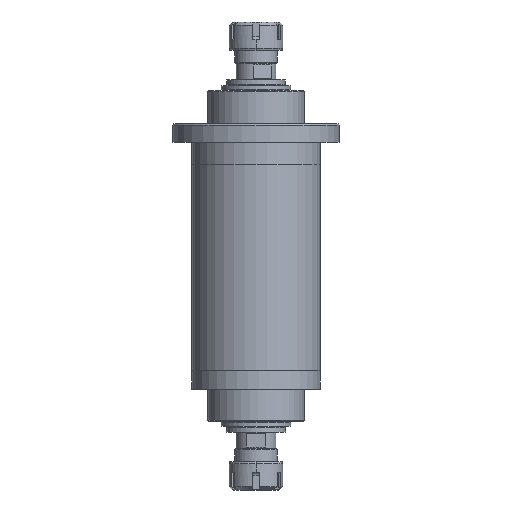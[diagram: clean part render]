
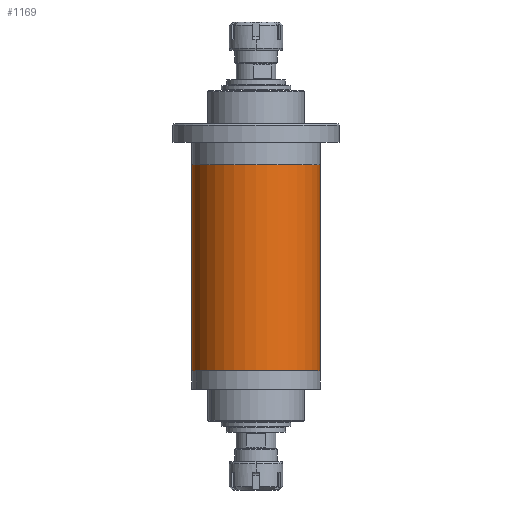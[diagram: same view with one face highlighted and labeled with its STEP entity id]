
A CAD part, front view. The second image highlights one B-rep face of the part: STEP entity #1169.
In plain terms, the highlighted cylindrical face has radius 60 mm (diameter 120 mm), a partial arc.
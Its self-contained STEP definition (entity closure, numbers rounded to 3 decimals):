
#159 = EDGE_CURVE ( 'NONE', #4507, #2653, #2680, .T. ) ;
#208 = ORIENTED_EDGE ( 'NONE', *, *, #159, .T. ) ;
#235 = DIRECTION ( 'NONE',  ( 0., 0., -1. ) ) ;
#257 = EDGE_LOOP ( 'NONE', ( #1145, #4548, #208, #3691 ) ) ;
#292 = CIRCLE ( 'NONE', #3313, 60. ) ;
#326 = LINE ( 'NONE', #643, #4235 ) ;
#580 = FACE_OUTER_BOUND ( 'NONE', #257, .T. ) ;
#600 = CARTESIAN_POINT ( 'NONE',  ( -60., 0., 0. ) ) ;
#643 = CARTESIAN_POINT ( 'NONE',  ( 60., 0., 192. ) ) ;
#705 = DIRECTION ( 'NONE',  ( 1., 0., 0. ) ) ;
#1046 = DIRECTION ( 'NONE',  ( 0., 0., 1. ) ) ;
#1145 = ORIENTED_EDGE ( 'NONE', *, *, #3786, .F. ) ;
#1169 = ADVANCED_FACE ( 'NONE', ( #580 ), #2101, .T. ) ;
#1200 = AXIS2_PLACEMENT_3D ( 'NONE', #3095, #1046, #4145 ) ;
#1219 = DIRECTION ( 'NONE',  ( 0., 0., -1. ) ) ;
#1554 = EDGE_CURVE ( 'NONE', #2653, #3344, #292, .T. ) ;
#2074 = CARTESIAN_POINT ( 'NONE',  ( 0., 0., 0. ) ) ;
#2101 = CYLINDRICAL_SURFACE ( 'NONE', #2832, 60. ) ;
#2426 = DIRECTION ( 'NONE',  ( 0., 0., 1. ) ) ;
#2494 = CARTESIAN_POINT ( 'NONE',  ( 60., 0., 192. ) ) ;
#2653 = VERTEX_POINT ( 'NONE', #600 ) ;
#2680 = LINE ( 'NONE', #3323, #3219 ) ;
#2693 = DIRECTION ( 'NONE',  ( -1., 0., 0. ) ) ;
#2768 = CARTESIAN_POINT ( 'NONE',  ( -60., 0., 192. ) ) ;
#2832 = AXIS2_PLACEMENT_3D ( 'NONE', #4409, #235, #2693 ) ;
#2911 = VERTEX_POINT ( 'NONE', #2494 ) ;
#3095 = CARTESIAN_POINT ( 'NONE',  ( 0., 0., 192. ) ) ;
#3218 = EDGE_CURVE ( 'NONE', #4507, #2911, #3423, .T. ) ;
#3219 = VECTOR ( 'NONE', #1219, 1000. ) ;
#3313 = AXIS2_PLACEMENT_3D ( 'NONE', #2074, #2426, #705 ) ;
#3323 = CARTESIAN_POINT ( 'NONE',  ( -60., 0., 192. ) ) ;
#3344 = VERTEX_POINT ( 'NONE', #3902 ) ;
#3423 = CIRCLE ( 'NONE', #1200, 60. ) ;
#3691 = ORIENTED_EDGE ( 'NONE', *, *, #1554, .T. ) ;
#3786 = EDGE_CURVE ( 'NONE', #2911, #3344, #326, .T. ) ;
#3902 = CARTESIAN_POINT ( 'NONE',  ( 60., 0., 0. ) ) ;
#4145 = DIRECTION ( 'NONE',  ( 1., 0., 0. ) ) ;
#4235 = VECTOR ( 'NONE', #4536, 1000. ) ;
#4409 = CARTESIAN_POINT ( 'NONE',  ( 0., 0., 192. ) ) ;
#4507 = VERTEX_POINT ( 'NONE', #2768 ) ;
#4536 = DIRECTION ( 'NONE',  ( 0., 0., -1. ) ) ;
#4548 = ORIENTED_EDGE ( 'NONE', *, *, #3218, .F. ) ;
